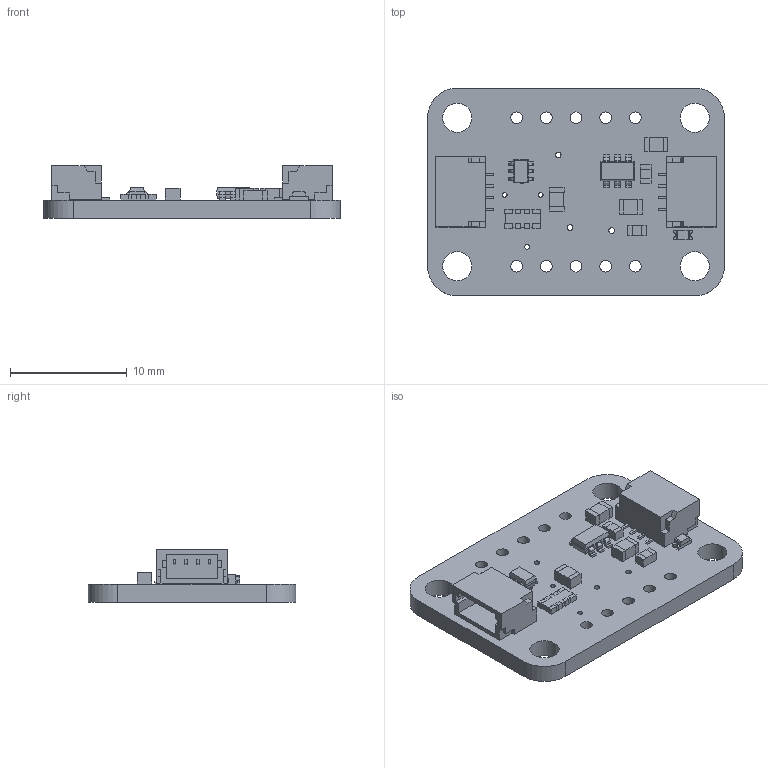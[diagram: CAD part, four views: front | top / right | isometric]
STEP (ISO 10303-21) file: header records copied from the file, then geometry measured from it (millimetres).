
FILE_DESCRIPTION(/* description */ (''),/* implementation_level */ '2;1');
FILE_NAME(/* name */ 'PCB Component.step',/* time_stamp */ '2023-01-17T12:49:04-05:00',/* author */ (''),/* organization */ (''),/* preprocessor_version */ 'ST-DEVELOPER v19.2',/* originating_system */ 'Autodesk Translation Framework v11.17.0.187',/* authorisation */ '');
FILE_SCHEMA (('AUTOMOTIVE_DESIGN { 1 0 10303 214 3 1 1 }'));
Length unit declared in the file: millimetre
Products named in the file (9): PCB Component; Board; 10K; 10K Pack; BSS138; STEMMA_I2C_QT; GREEN; 1uF; AP3602/RT9361
Assembly tree (12 placements, depth 2):
  PCB Component
    Board
    10K  x2
    10K Pack
    BSS138
    STEMMA_I2C_QT  x2
    GREEN
    1uF  x3
    AP3602/RT9361
Bounding box: 25.4 x 17.78 x 4.53 mm (x, y, z)
Volume: 761.6 mm3; surface area: 1536.2 mm2
Topology: 16 solids, 16 shells, 609 faces, 1633 edges, 1066 vertices
Faces by surface type: plane 519, cylinder 86, bspline 4
Full cylindrical faces by diameter (mm): 0.394 x1, 0.4 x5, 0.483 x10, 1 x10, 2.5 x4
Entity records: 15653 total; most frequent: CARTESIAN_POINT 2680, ORIENTED_EDGE 2562, DIRECTION 2451, EDGE_CURVE 1281, LINE 1101, VECTOR 1101, VERTEX_POINT 832, AXIS2_PLACEMENT_3D 675
